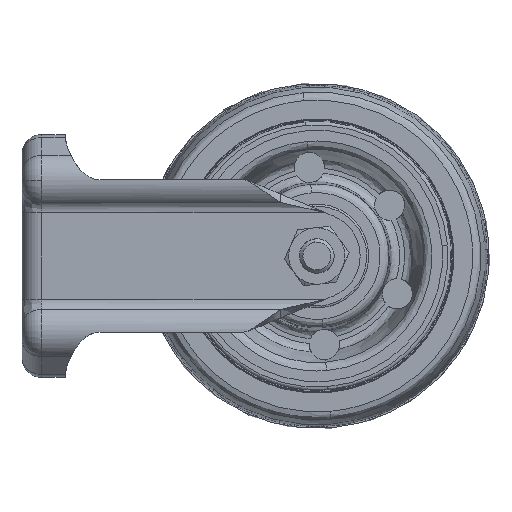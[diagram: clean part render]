
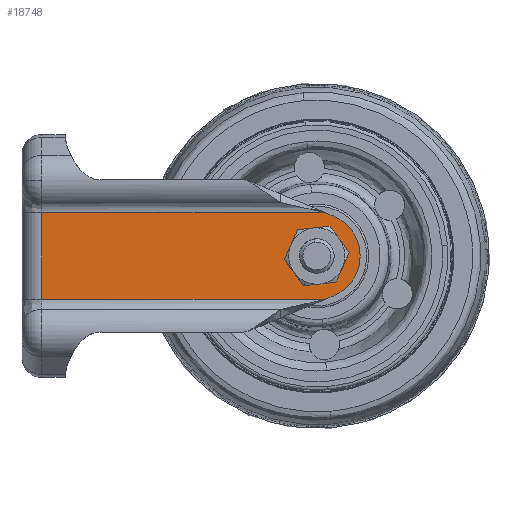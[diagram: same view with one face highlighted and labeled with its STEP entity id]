
A CAD part, left-side view. The second image highlights one B-rep face of the part: STEP entity #18748.
In plain terms, the highlighted planar face has unit normal (-1, 0, 0).
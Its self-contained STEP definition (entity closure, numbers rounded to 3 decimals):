
#783 = FACE_OUTER_BOUND ( 'NONE', #23355, .T. ) ;
#1256 = DIRECTION ( 'NONE',  ( 0., 1., 0. ) ) ;
#1333 = DIRECTION ( 'NONE',  ( 0., 0.924, 0.383 ) ) ;
#2212 = DIRECTION ( 'NONE',  ( -1., 0., 0. ) ) ;
#2453 = DIRECTION ( 'NONE',  ( 0., 0., -1. ) ) ;
#2820 = CARTESIAN_POINT ( 'NONE',  ( -20.5, -4.5, -10. ) ) ;
#3237 = VECTOR ( 'NONE', #10606, 1000. ) ;
#3439 = EDGE_CURVE ( 'NONE', #9510, #26162, #12048, .T. ) ;
#4426 = DIRECTION ( 'NONE',  ( -1., 0., 0. ) ) ;
#5454 = DIRECTION ( 'NONE',  ( 0., 0., 1. ) ) ;
#5476 = CARTESIAN_POINT ( 'NONE',  ( -20.5, -68., -4.25 ) ) ;
#6411 = ORIENTED_EDGE ( 'NONE', *, *, #22854, .T. ) ;
#7255 = LINE ( 'NONE', #33872, #20637 ) ;
#9510 = VERTEX_POINT ( 'NONE', #29441 ) ;
#9537 = VERTEX_POINT ( 'NONE', #5476 ) ;
#10202 = CARTESIAN_POINT ( 'NONE',  ( -20.5, -71.827, 9.239 ) ) ;
#10313 = LINE ( 'NONE', #18576, #3237 ) ;
#10606 = DIRECTION ( 'NONE',  ( 0., -1., 0. ) ) ;
#12048 = LINE ( 'NONE', #12875, #33906 ) ;
#12161 = EDGE_CURVE ( 'NONE', #28346, #9537, #19243, .T. ) ;
#12219 = AXIS2_PLACEMENT_3D ( 'NONE', #18179, #2212, #20842 ) ;
#12875 = CARTESIAN_POINT ( 'NONE',  ( -20.5, -69.989, -10. ) ) ;
#13714 = VERTEX_POINT ( 'NONE', #16943 ) ;
#14089 = FACE_BOUND ( 'NONE', #30188, .T. ) ;
#14092 = CARTESIAN_POINT ( 'NONE',  ( -20.5, -68., 0. ) ) ;
#14506 = ORIENTED_EDGE ( 'NONE', *, *, #29548, .T. ) ;
#14881 = EDGE_CURVE ( 'NONE', #9537, #28346, #15495, .T. ) ;
#15495 = CIRCLE ( 'NONE', #12219, 4.25 ) ;
#15904 = EDGE_CURVE ( 'NONE', #13714, #9510, #10313, .T. ) ;
#16823 = DIRECTION ( 'NONE',  ( 0., 0., -1. ) ) ;
#16943 = CARTESIAN_POINT ( 'NONE',  ( -20.5, -4.5, -10. ) ) ;
#17128 = CARTESIAN_POINT ( 'NONE',  ( -20.5, -4.5, 10. ) ) ;
#17172 = EDGE_CURVE ( 'NONE', #32233, #21782, #17239, .T. ) ;
#17239 = LINE ( 'NONE', #17128, #30576 ) ;
#18179 = CARTESIAN_POINT ( 'NONE',  ( -20.5, -68., 0. ) ) ;
#18576 = CARTESIAN_POINT ( 'NONE',  ( -20.5, -4.5, -10. ) ) ;
#18748 = ADVANCED_FACE ( 'NONE', ( #14089, #783 ), #26719, .T. ) ;
#19243 = CIRCLE ( 'NONE', #20593, 4.25 ) ;
#20467 = CARTESIAN_POINT ( 'NONE',  ( -20.5, -68., 0. ) ) ;
#20593 = AXIS2_PLACEMENT_3D ( 'NONE', #20467, #4426, #23139 ) ;
#20637 = VECTOR ( 'NONE', #1333, 1000. ) ;
#20842 = DIRECTION ( 'NONE',  ( 0., 0., 1. ) ) ;
#21449 = DIRECTION ( 'NONE',  ( -1., 0., 0. ) ) ;
#21782 = VERTEX_POINT ( 'NONE', #27850 ) ;
#22854 = EDGE_CURVE ( 'NONE', #23388, #32233, #7255, .T. ) ;
#23139 = DIRECTION ( 'NONE',  ( 0., 0., 1. ) ) ;
#23355 = EDGE_LOOP ( 'NONE', ( #27507, #30801, #33355, #14506, #6411, #29014 ) ) ;
#23388 = VERTEX_POINT ( 'NONE', #10202 ) ;
#23595 = DIRECTION ( 'NONE',  ( 0., -0.924, 0.383 ) ) ;
#24176 = ORIENTED_EDGE ( 'NONE', *, *, #12161, .F. ) ;
#26156 = EDGE_CURVE ( 'NONE', #21782, #13714, #34375, .T. ) ;
#26162 = VERTEX_POINT ( 'NONE', #29057 ) ;
#26481 = CARTESIAN_POINT ( 'NONE',  ( -20.5, -69.989, 10. ) ) ;
#26719 = PLANE ( 'NONE',  #33515 ) ;
#27507 = ORIENTED_EDGE ( 'NONE', *, *, #26156, .T. ) ;
#27602 = CIRCLE ( 'NONE', #30071, 10. ) ;
#27850 = CARTESIAN_POINT ( 'NONE',  ( -20.5, -4.5, 10. ) ) ;
#28346 = VERTEX_POINT ( 'NONE', #30882 ) ;
#28717 = ORIENTED_EDGE ( 'NONE', *, *, #14881, .F. ) ;
#28935 = CARTESIAN_POINT ( 'NONE',  ( -20.5, -4.5, -10. ) ) ;
#29014 = ORIENTED_EDGE ( 'NONE', *, *, #17172, .T. ) ;
#29057 = CARTESIAN_POINT ( 'NONE',  ( -20.5, -71.827, -9.239 ) ) ;
#29441 = CARTESIAN_POINT ( 'NONE',  ( -20.5, -69.989, -10. ) ) ;
#29548 = EDGE_CURVE ( 'NONE', #26162, #23388, #27602, .T. ) ;
#30071 = AXIS2_PLACEMENT_3D ( 'NONE', #14092, #32811, #16823 ) ;
#30188 = EDGE_LOOP ( 'NONE', ( #28717, #24176 ) ) ;
#30576 = VECTOR ( 'NONE', #1256, 1000. ) ;
#30801 = ORIENTED_EDGE ( 'NONE', *, *, #15904, .T. ) ;
#30882 = CARTESIAN_POINT ( 'NONE',  ( -20.5, -68., 4.25 ) ) ;
#32233 = VERTEX_POINT ( 'NONE', #26481 ) ;
#32811 = DIRECTION ( 'NONE',  ( -1., 0., 0. ) ) ;
#33355 = ORIENTED_EDGE ( 'NONE', *, *, #3439, .T. ) ;
#33512 = VECTOR ( 'NONE', #2453, 1000. ) ;
#33515 = AXIS2_PLACEMENT_3D ( 'NONE', #2820, #21449, #5454 ) ;
#33872 = CARTESIAN_POINT ( 'NONE',  ( -20.5, -71.827, 9.239 ) ) ;
#33906 = VECTOR ( 'NONE', #23595, 1000. ) ;
#34375 = LINE ( 'NONE', #28935, #33512 ) ;
